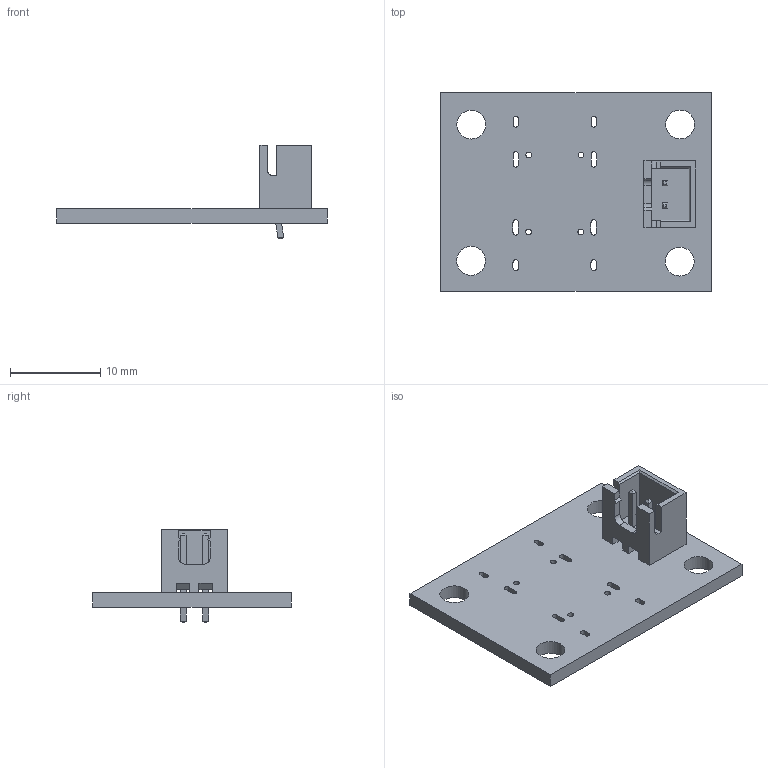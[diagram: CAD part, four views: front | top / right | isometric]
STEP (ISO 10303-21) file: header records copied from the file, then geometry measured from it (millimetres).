
FILE_DESCRIPTION(('KiCad electronic assembly'),'2;1');
FILE_NAME('Arret_urgence.step','2023-02-02T17:00:03',('Pcbnew'),('Kicad' ),'Open CASCADE STEP processor 7.6','KiCad to STEP converter', 'Unknown');
FILE_SCHEMA(('AUTOMOTIVE_DESIGN { 1 0 10303 214 1 1 1 1 }'));
Length unit declared in the file: millimetre
Products named in the file (4): Arret_urgence 1; JST_XH_B2B-XH-A_1x02_P2.50mm_Vertical; SOLID; Arret_urgence PCB
Assembly tree (3 placements, depth 3):
  Arret_urgence 1
    JST_XH_B2B-XH-A_1x02_P2.50mm_Vertical
      SOLID
    Arret_urgence PCB
Bounding box: 30 x 22 x 10.4 mm (x, y, z)
Volume: 1145.1 mm3; surface area: 1933.6 mm2
Topology: 2 solids, 2 shells, 137 faces, 377 edges, 248 vertices
Faces by surface type: bspline 89, cylinder 26, plane 22
Full cylindrical faces by diameter (mm): 0.65 x4, 1 x2, 3.2 x4
Entity records: 9286 total; most frequent: CARTESIAN_POINT 2544, ORIENTED_EDGE 754, PCURVE 754, DEFINITIONAL_REPRESENTATION 754, B_SPLINE_CURVE_WITH_KNOTS 701, DIRECTION 570, EDGE_CURVE 377, SURFACE_CURVE 367
